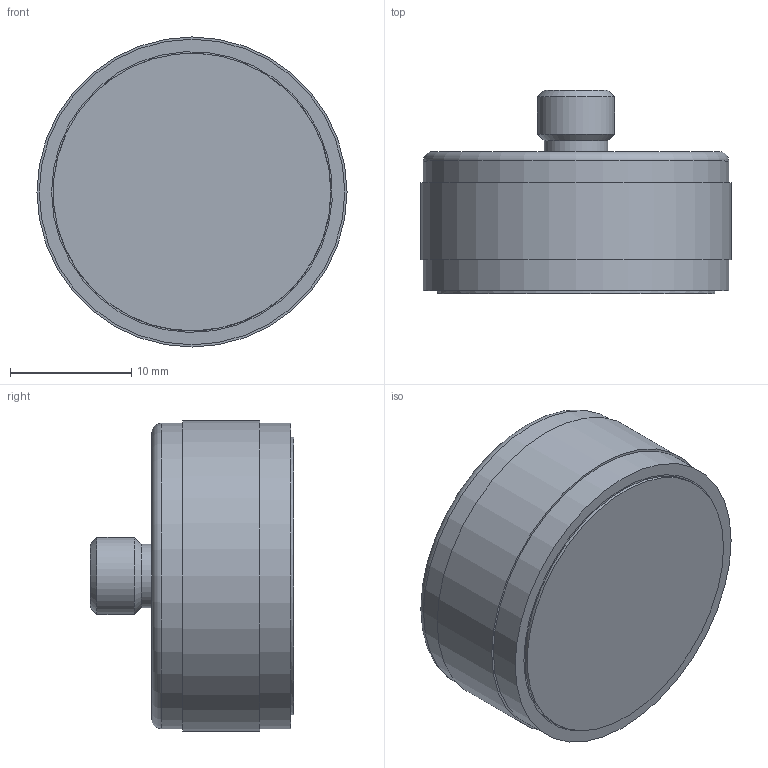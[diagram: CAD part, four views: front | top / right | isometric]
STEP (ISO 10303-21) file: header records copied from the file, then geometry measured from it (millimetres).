
FILE_DESCRIPTION(/* description */ ('MAGNETIC BASE FOR FLAT SURFACES, 1" DIAM, 1/4-28 INTEGRAL MOUNTING STUD'),/* implementation_level */ '2;1');
FILE_NAME(/* name */ 'MH103-1B.stp',/* time_stamp */ '2017-05-05T16:58:02-04:00',/* author */ ('aneininger'),/* organization */ (''),/* preprocessor_version */ 'ST-DEVELOPER v16.5',/* originating_system */ 'Autodesk Inventor 2017',/* authorisation */ '');
FILE_SCHEMA (('AUTOMOTIVE_DESIGN { 1 0 10303 214 3 1 1 }'));
Length unit declared in the file: inch
Products named in the file (1): MH103-1B
Bounding box: 25.53 x 16.76 x 25.53 mm (x, y, z)
Volume: 6013.7 mm3; surface area: 2030.9 mm2
Topology: 1 solids, 1 shells, 16 faces, 26 edges, 17 vertices
Faces by surface type: plane 7, cylinder 6, cone 2, torus 1
Full cylindrical faces by diameter (mm): 5.258 x1, 6.35 x1, 22.86 x1, 25.146 x2, 25.527 x1
Entity records: 393 total; most frequent: DIRECTION 66, CARTESIAN_POINT 49, AXIS2_PLACEMENT_3D 33, ORIENTED_EDGE 32, EDGE_LOOP 30, STYLED_ITEM 17, FACE_OUTER_BOUND 16, CIRCLE 16
